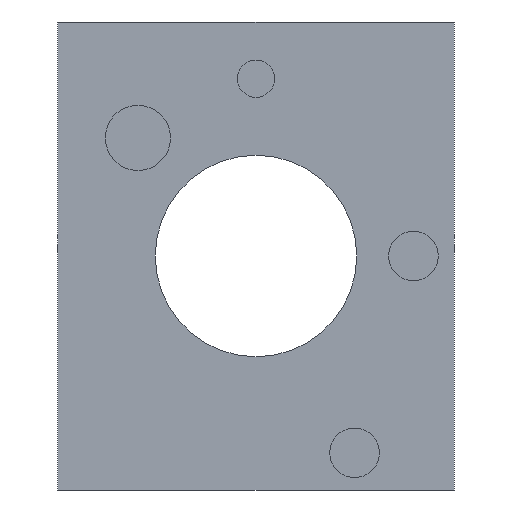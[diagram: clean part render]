
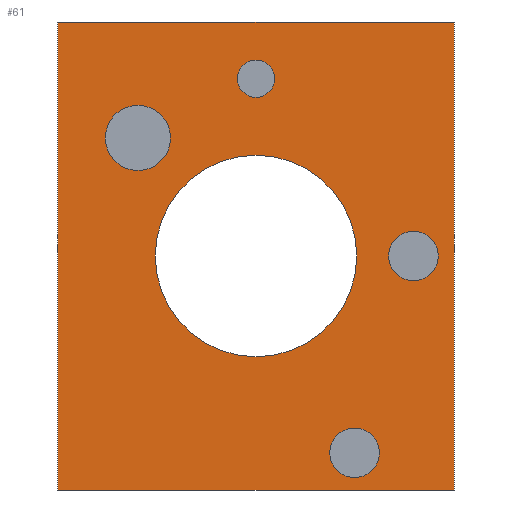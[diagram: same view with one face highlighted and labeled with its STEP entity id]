
A CAD part, front view. The second image highlights one B-rep face of the part: STEP entity #61.
In plain terms, the highlighted planar face has unit normal (0, -1, 0).
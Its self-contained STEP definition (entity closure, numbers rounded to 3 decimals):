
#8 = CARTESIAN_POINT ( 'NONE',  ( -4.86, 0., 3.81 ) ) ;
#26 = CIRCLE ( 'NONE', #720, 3.25 ) ;
#31 = FACE_BOUND ( 'NONE', #253, .T. ) ;
#34 = DIRECTION ( 'NONE',  ( 0., 0., -1. ) ) ;
#42 = DIRECTION ( 'NONE',  ( 0., -1., 0. ) ) ;
#50 = CARTESIAN_POINT ( 'NONE',  ( 3.18, 0., -6.35 ) ) ;
#52 = DIRECTION ( 'NONE',  ( -1., 0., 0. ) ) ;
#60 = CIRCLE ( 'NONE', #153, 0.8 ) ;
#61 = ADVANCED_FACE ( 'NONE', ( #621, #430, #31, #625 ), #106, .T. ) ;
#67 = CARTESIAN_POINT ( 'NONE',  ( 3.25, 0., 0. ) ) ;
#73 = CARTESIAN_POINT ( 'NONE',  ( 6.4, 0., 7.55 ) ) ;
#80 = EDGE_LOOP ( 'NONE', ( #347, #691 ) ) ;
#83 = EDGE_CURVE ( 'NONE', #669, #103, #814, .T. ) ;
#103 = VERTEX_POINT ( 'NONE', #179 ) ;
#106 = PLANE ( 'NONE',  #745 ) ;
#117 = EDGE_CURVE ( 'NONE', #225, #641, #130, .T. ) ;
#124 = CARTESIAN_POINT ( 'NONE',  ( 6.4, 0., -7.55 ) ) ;
#125 = EDGE_LOOP ( 'NONE', ( #436, #150 ) ) ;
#128 = LINE ( 'NONE', #124, #799 ) ;
#130 = CIRCLE ( 'NONE', #266, 3.25 ) ;
#150 = ORIENTED_EDGE ( 'NONE', *, *, #83, .T. ) ;
#153 = AXIS2_PLACEMENT_3D ( 'NONE', #50, #313, #260 ) ;
#160 = CARTESIAN_POINT ( 'NONE',  ( 6.4, 0., 7.55 ) ) ;
#175 = EDGE_CURVE ( 'NONE', #103, #669, #60, .T. ) ;
#179 = CARTESIAN_POINT ( 'NONE',  ( 2.38, 0., -6.35 ) ) ;
#196 = DIRECTION ( 'NONE',  ( 0., 1., 0. ) ) ;
#220 = EDGE_CURVE ( 'NONE', #257, #555, #699, .T. ) ;
#221 = CIRCLE ( 'NONE', #547, 1.05 ) ;
#225 = VERTEX_POINT ( 'NONE', #67 ) ;
#227 = ORIENTED_EDGE ( 'NONE', *, *, #335, .F. ) ;
#232 = VECTOR ( 'NONE', #256, 1000. ) ;
#253 = EDGE_LOOP ( 'NONE', ( #227, #715 ) ) ;
#256 = DIRECTION ( 'NONE',  ( 0., 0., 1. ) ) ;
#257 = VERTEX_POINT ( 'NONE', #759 ) ;
#260 = DIRECTION ( 'NONE',  ( -1., 0., 0. ) ) ;
#266 = AXIS2_PLACEMENT_3D ( 'NONE', #383, #833, #828 ) ;
#313 = DIRECTION ( 'NONE',  ( 0., 1., 0. ) ) ;
#314 = CARTESIAN_POINT ( 'NONE',  ( -6.4, 0., -7.55 ) ) ;
#319 = DIRECTION ( 'NONE',  ( 1., 0., 0. ) ) ;
#335 = EDGE_CURVE ( 'NONE', #641, #225, #26, .T. ) ;
#345 = EDGE_CURVE ( 'NONE', #359, #656, #221, .T. ) ;
#347 = ORIENTED_EDGE ( 'NONE', *, *, #483, .T. ) ;
#359 = VERTEX_POINT ( 'NONE', #360 ) ;
#360 = CARTESIAN_POINT ( 'NONE',  ( -2.76, 0., 3.81 ) ) ;
#367 = ORIENTED_EDGE ( 'NONE', *, *, #402, .F. ) ;
#372 = DIRECTION ( 'NONE',  ( 1., 0., 0. ) ) ;
#383 = CARTESIAN_POINT ( 'NONE',  ( 0., 0., 0. ) ) ;
#397 = EDGE_CURVE ( 'NONE', #607, #448, #128, .T. ) ;
#402 = EDGE_CURVE ( 'NONE', #448, #257, #644, .T. ) ;
#430 = FACE_BOUND ( 'NONE', #80, .T. ) ;
#436 = ORIENTED_EDGE ( 'NONE', *, *, #175, .T. ) ;
#440 = CARTESIAN_POINT ( 'NONE',  ( -6.4, 0., -7.55 ) ) ;
#444 = AXIS2_PLACEMENT_3D ( 'NONE', #501, #647, #515 ) ;
#448 = VERTEX_POINT ( 'NONE', #314 ) ;
#483 = EDGE_CURVE ( 'NONE', #656, #359, #789, .T. ) ;
#496 = CARTESIAN_POINT ( 'NONE',  ( 3.98, 0., -6.35 ) ) ;
#501 = CARTESIAN_POINT ( 'NONE',  ( 3.18, 0., -6.35 ) ) ;
#515 = DIRECTION ( 'NONE',  ( 1., 0., 0. ) ) ;
#526 = CARTESIAN_POINT ( 'NONE',  ( -6.4, 0., -7.55 ) ) ;
#546 = ORIENTED_EDGE ( 'NONE', *, *, #751, .F. ) ;
#547 = AXIS2_PLACEMENT_3D ( 'NONE', #815, #755, #372 ) ;
#553 = LINE ( 'NONE', #160, #810 ) ;
#554 = CARTESIAN_POINT ( 'NONE',  ( 0., 0., 0. ) ) ;
#555 = VERTEX_POINT ( 'NONE', #73 ) ;
#597 = CARTESIAN_POINT ( 'NONE',  ( 6.4, 0., -7.55 ) ) ;
#601 = CARTESIAN_POINT ( 'NONE',  ( -3.25, 0., 0. ) ) ;
#607 = VERTEX_POINT ( 'NONE', #597 ) ;
#614 = DIRECTION ( 'NONE',  ( 0., -1., 0. ) ) ;
#621 = FACE_BOUND ( 'NONE', #125, .T. ) ;
#625 = FACE_OUTER_BOUND ( 'NONE', #748, .T. ) ;
#641 = VERTEX_POINT ( 'NONE', #601 ) ;
#644 = LINE ( 'NONE', #526, #232 ) ;
#647 = DIRECTION ( 'NONE',  ( 0., 1., 0. ) ) ;
#648 = DIRECTION ( 'NONE',  ( -1., 0., 0. ) ) ;
#652 = CARTESIAN_POINT ( 'NONE',  ( -6.4, 0., 7.55 ) ) ;
#656 = VERTEX_POINT ( 'NONE', #8 ) ;
#669 = VERTEX_POINT ( 'NONE', #496 ) ;
#680 = DIRECTION ( 'NONE',  ( -1., 0., 0. ) ) ;
#691 = ORIENTED_EDGE ( 'NONE', *, *, #345, .T. ) ;
#699 = LINE ( 'NONE', #652, #790 ) ;
#715 = ORIENTED_EDGE ( 'NONE', *, *, #117, .F. ) ;
#720 = AXIS2_PLACEMENT_3D ( 'NONE', #554, #614, #680 ) ;
#745 = AXIS2_PLACEMENT_3D ( 'NONE', #440, #42, #34 ) ;
#748 = EDGE_LOOP ( 'NONE', ( #367, #781, #546, #838 ) ) ;
#751 = EDGE_CURVE ( 'NONE', #555, #607, #553, .T. ) ;
#755 = DIRECTION ( 'NONE',  ( 0., 1., 0. ) ) ;
#759 = CARTESIAN_POINT ( 'NONE',  ( -6.4, 0., 7.55 ) ) ;
#773 = AXIS2_PLACEMENT_3D ( 'NONE', #780, #196, #648 ) ;
#780 = CARTESIAN_POINT ( 'NONE',  ( -3.81, 0., 3.81 ) ) ;
#781 = ORIENTED_EDGE ( 'NONE', *, *, #397, .F. ) ;
#789 = CIRCLE ( 'NONE', #773, 1.05 ) ;
#790 = VECTOR ( 'NONE', #319, 1000. ) ;
#799 = VECTOR ( 'NONE', #52, 1000. ) ;
#805 = DIRECTION ( 'NONE',  ( 0., 0., -1. ) ) ;
#810 = VECTOR ( 'NONE', #805, 1000. ) ;
#814 = CIRCLE ( 'NONE', #444, 0.8 ) ;
#815 = CARTESIAN_POINT ( 'NONE',  ( -3.81, 0., 3.81 ) ) ;
#828 = DIRECTION ( 'NONE',  ( 1., 0., 0. ) ) ;
#833 = DIRECTION ( 'NONE',  ( 0., -1., 0. ) ) ;
#838 = ORIENTED_EDGE ( 'NONE', *, *, #220, .F. ) ;
